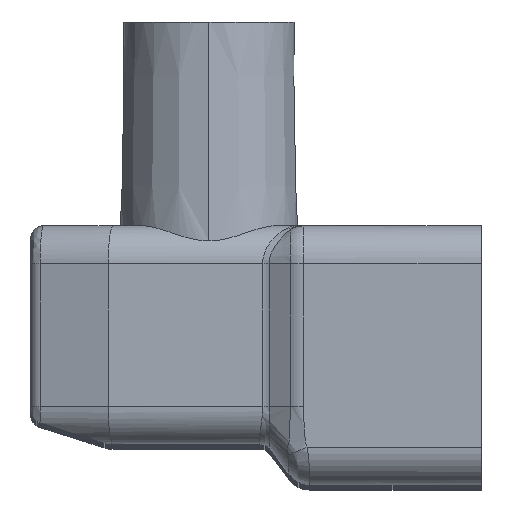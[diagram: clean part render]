
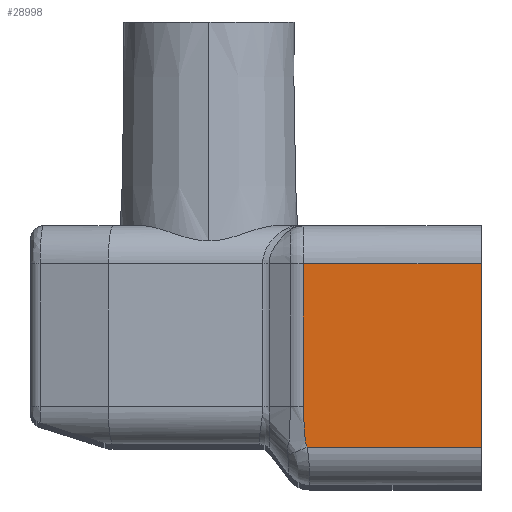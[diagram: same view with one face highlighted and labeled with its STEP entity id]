
A CAD part, top view. The second image highlights one B-rep face of the part: STEP entity #28998.
In plain terms, the highlighted planar face has unit normal (0, 0, 1).
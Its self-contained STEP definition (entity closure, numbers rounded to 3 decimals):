
#2907 = B_SPLINE_CURVE_WITH_KNOTS ( 'NONE', 3,
 ( #48082, #31527, #3465, #53838, #21460, #30809, #4547, #48451, #25426, #48806 ),
 .UNSPECIFIED., .F., .F.,
 ( 4, 2, 2, 2, 4 ),
 ( 0., 0.001, 0.001, 0.001, 0.002 ),
 .UNSPECIFIED. ) ;
#3465 = CARTESIAN_POINT ( 'NONE',  ( 3.724, -7.239, 4.5 ) ) ;
#4547 = CARTESIAN_POINT ( 'NONE',  ( 3.781, -8.045, 4.5 ) ) ;
#5589 = VECTOR ( 'NONE', #19176, 1000. ) ;
#5888 = CARTESIAN_POINT ( 'NONE',  ( 3.715, -6.7, 4.5 ) ) ;
#6118 = CARTESIAN_POINT ( 'NONE',  ( 10.7, -8.3, 4.5 ) ) ;
#7330 = ORIENTED_EDGE ( 'NONE', *, *, #25503, .T. ) ;
#7560 = DIRECTION ( 'NONE',  ( 1., 0., 0. ) ) ;
#9727 = DIRECTION ( 'NONE',  ( 0., 0., 1. ) ) ;
#11649 = LINE ( 'NONE', #58036, #5589 ) ;
#12187 = EDGE_CURVE ( 'NONE', #49619, #18278, #62945, .T. ) ;
#13040 = LINE ( 'NONE', #39322, #13691 ) ;
#13691 = VECTOR ( 'NONE', #38963, 1000. ) ;
#14689 = ORIENTED_EDGE ( 'NONE', *, *, #12187, .F. ) ;
#18278 = VERTEX_POINT ( 'NONE', #56322 ) ;
#19176 = DIRECTION ( 'NONE',  ( 0., 1., 0. ) ) ;
#21460 = CARTESIAN_POINT ( 'NONE',  ( 3.761, -7.776, 4.5 ) ) ;
#23331 = LINE ( 'NONE', #46701, #42167 ) ;
#25426 = CARTESIAN_POINT ( 'NONE',  ( 3.839, -8.237, 4.5 ) ) ;
#25503 = EDGE_CURVE ( 'NONE', #29808, #18278, #11649, .T. ) ;
#28998 = ADVANCED_FACE ( 'NONE', ( #64764 ), #43573, .T. ) ;
#29693 = VERTEX_POINT ( 'NONE', #64419 ) ;
#29808 = VERTEX_POINT ( 'NONE', #6118 ) ;
#30809 = CARTESIAN_POINT ( 'NONE',  ( 3.779, -7.977, 4.5 ) ) ;
#31527 = CARTESIAN_POINT ( 'NONE',  ( 3.715, -6.97, 4.5 ) ) ;
#34034 = EDGE_CURVE ( 'NONE', #44843, #29693, #2907, .T. ) ;
#37473 = DIRECTION ( 'NONE',  ( 1., 0., 0. ) ) ;
#38963 = DIRECTION ( 'NONE',  ( 0., -1., 0. ) ) ;
#39322 = CARTESIAN_POINT ( 'NONE',  ( 3.715, -2., 4.5 ) ) ;
#39329 = EDGE_CURVE ( 'NONE', #49619, #44843, #13040, .T. ) ;
#39993 = EDGE_LOOP ( 'NONE', ( #14689, #41296, #70173, #68071, #7330 ) ) ;
#40199 = VECTOR ( 'NONE', #7560, 1000. ) ;
#41296 = ORIENTED_EDGE ( 'NONE', *, *, #39329, .T. ) ;
#42167 = VECTOR ( 'NONE', #45280, 1000. ) ;
#43573 = PLANE ( 'NONE',  #44784 ) ;
#44784 = AXIS2_PLACEMENT_3D ( 'NONE', #64407, #9727, #37473 ) ;
#44843 = VERTEX_POINT ( 'NONE', #5888 ) ;
#45280 = DIRECTION ( 'NONE',  ( 1., 0., 0. ) ) ;
#46701 = CARTESIAN_POINT ( 'NONE',  ( 10.7, -8.3, 4.5 ) ) ;
#48082 = CARTESIAN_POINT ( 'NONE',  ( 3.715, -6.7, 4.5 ) ) ;
#48451 = CARTESIAN_POINT ( 'NONE',  ( 3.816, -8.174, 4.5 ) ) ;
#48806 = CARTESIAN_POINT ( 'NONE',  ( 3.864, -8.3, 4.5 ) ) ;
#49619 = VERTEX_POINT ( 'NONE', #53803 ) ;
#53803 = CARTESIAN_POINT ( 'NONE',  ( 3.715, -1.1, 4.5 ) ) ;
#53838 = CARTESIAN_POINT ( 'NONE',  ( 3.75, -7.642, 4.5 ) ) ;
#56322 = CARTESIAN_POINT ( 'NONE',  ( 10.7, -1.1, 4.5 ) ) ;
#58036 = CARTESIAN_POINT ( 'NONE',  ( 10.7, -8.8, 4.5 ) ) ;
#61531 = EDGE_CURVE ( 'NONE', #29693, #29808, #23331, .T. ) ;
#62246 = CARTESIAN_POINT ( 'NONE',  ( -5.5, -1.1, 4.5 ) ) ;
#62945 = LINE ( 'NONE', #62246, #40199 ) ;
#64407 = CARTESIAN_POINT ( 'NONE',  ( 10.7, -2., 4.5 ) ) ;
#64419 = CARTESIAN_POINT ( 'NONE',  ( 3.864, -8.3, 4.5 ) ) ;
#64764 = FACE_OUTER_BOUND ( 'NONE', #39993, .T. ) ;
#68071 = ORIENTED_EDGE ( 'NONE', *, *, #61531, .T. ) ;
#70173 = ORIENTED_EDGE ( 'NONE', *, *, #34034, .T. ) ;
